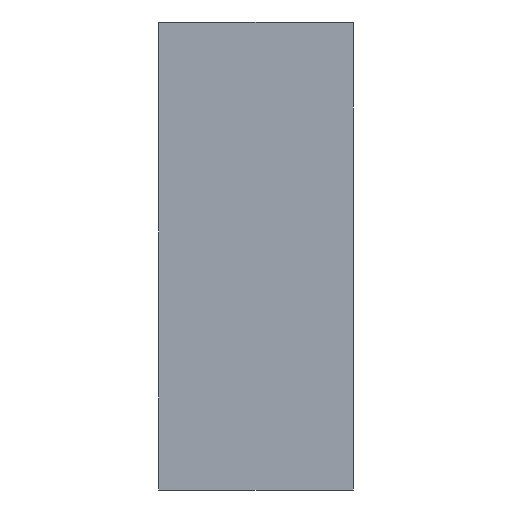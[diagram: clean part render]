
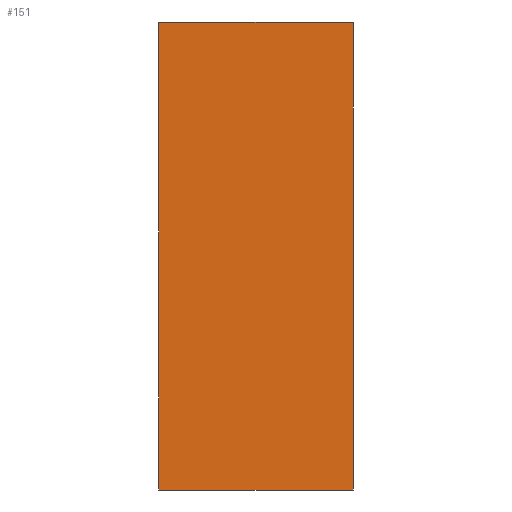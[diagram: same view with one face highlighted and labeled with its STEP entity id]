
A CAD part, front view. The second image highlights one B-rep face of the part: STEP entity #151.
In plain terms, the highlighted planar face has unit normal (0, -1, 0).
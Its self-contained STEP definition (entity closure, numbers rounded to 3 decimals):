
#17=LINE('',#1137,#28);
#19=LINE('',#1141,#30);
#23=LINE('',#1149,#34);
#25=LINE('',#1152,#36);
#28=VECTOR('',#178,10.);
#30=VECTOR('',#182,10.);
#34=VECTOR('',#190,10.);
#36=VECTOR('',#194,10.);
#42=PLANE('',#171);
#50=FACE_OUTER_BOUND('',#58,.T.);
#58=EDGE_LOOP('',(#138,#139,#140,#141));
#77=VERTEX_POINT('',#1134);
#78=VERTEX_POINT('',#1136);
#79=VERTEX_POINT('',#1140);
#81=VERTEX_POINT('',#1148);
#93=EDGE_CURVE('',#78,#77,#17,.T.);
#95=EDGE_CURVE('',#79,#78,#19,.T.);
#99=EDGE_CURVE('',#81,#79,#23,.T.);
#101=EDGE_CURVE('',#77,#81,#25,.T.);
#138=ORIENTED_EDGE('',*,*,#101,.T.);
#139=ORIENTED_EDGE('',*,*,#99,.T.);
#140=ORIENTED_EDGE('',*,*,#95,.T.);
#141=ORIENTED_EDGE('',*,*,#93,.T.);
#151=ADVANCED_FACE('',(#50),#42,.F.);
#171=AXIS2_PLACEMENT_3D('',#1153,#195,#196);
#178=DIRECTION('',(0.,0.,1.));
#182=DIRECTION('',(1.,0.,0.));
#190=DIRECTION('',(0.,0.,-1.));
#194=DIRECTION('',(-1.,0.,0.));
#195=DIRECTION('center_axis',(0.,1.,0.));
#196=DIRECTION('ref_axis',(1.,0.,0.));
#1134=CARTESIAN_POINT('',(50.,-5.,17.879));
#1136=CARTESIAN_POINT('',(50.,-5.,-222.121));
#1137=CARTESIAN_POINT('',(50.,-5.,-222.121));
#1140=CARTESIAN_POINT('',(-50.,-5.,-222.121));
#1141=CARTESIAN_POINT('',(-50.,-5.,-222.121));
#1148=CARTESIAN_POINT('',(-50.,-5.,17.879));
#1149=CARTESIAN_POINT('',(-50.,-5.,17.879));
#1152=CARTESIAN_POINT('',(50.,-5.,17.879));
#1153=CARTESIAN_POINT('Origin',(0.,-5.,-102.121));
